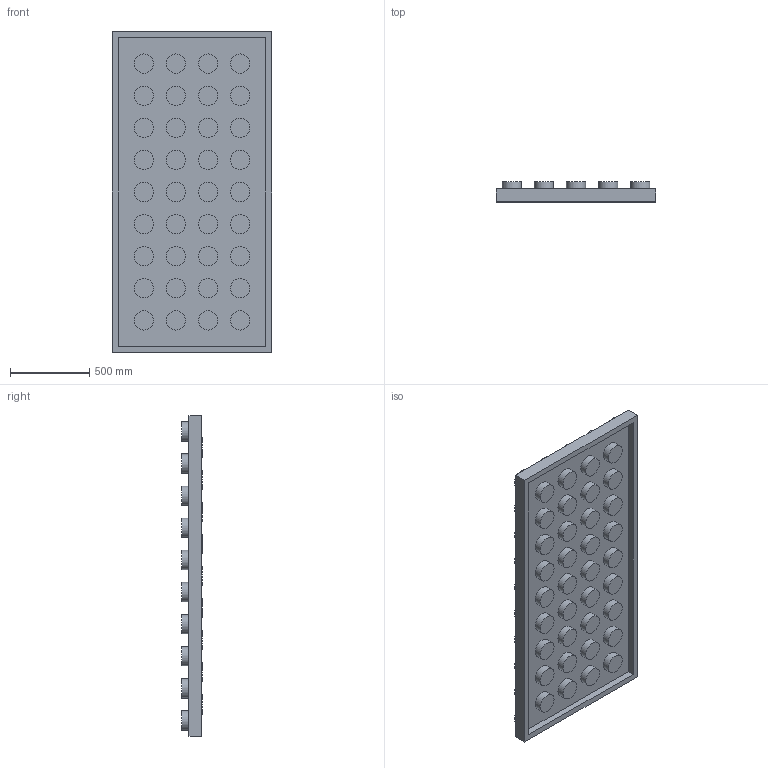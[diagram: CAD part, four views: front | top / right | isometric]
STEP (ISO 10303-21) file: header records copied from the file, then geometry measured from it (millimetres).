
FILE_DESCRIPTION((('zoo.dev export')), '2;1');
FILE_NAME('dump.step', '2021-01-01T00:00:00+00:00', ('Author unknown'), ('Organization unknown'), 'zoo.dev beta', 'zoo.dev', 'Authorization unknown');
FILE_SCHEMA(('AP203_CONFIGURATION_CONTROLLED_3D_DESIGN_OF_MECHANICAL_PARTS_AND_ASSEMBLIES_MIM_LF'));
Length unit declared in the file: metre
Products named in the file (1): UNIDENTIFIED_PRODUCT
Bounding box: 1010.92 x 129.54 x 2026.92 mm (x, y, z)
Volume: 133715222.8 mm3; surface area: 6347147.3 mm2
Topology: 1 solids, 1 shells, 183 faces, 282 edges, 188 vertices
Faces by surface type: plane 97, cylinder 86
Full cylindrical faces by diameter (mm): 121.92 x86
Entity records: 4074 total; most frequent: DIRECTION 723, CARTESIAN_POINT 653, ORIENTED_EDGE 392, EDGE_LOOP 356, FACE_BOUND 356, AXIS2_PLACEMENT_3D 355, EDGE_CURVE 282, VERTEX_POINT 188
